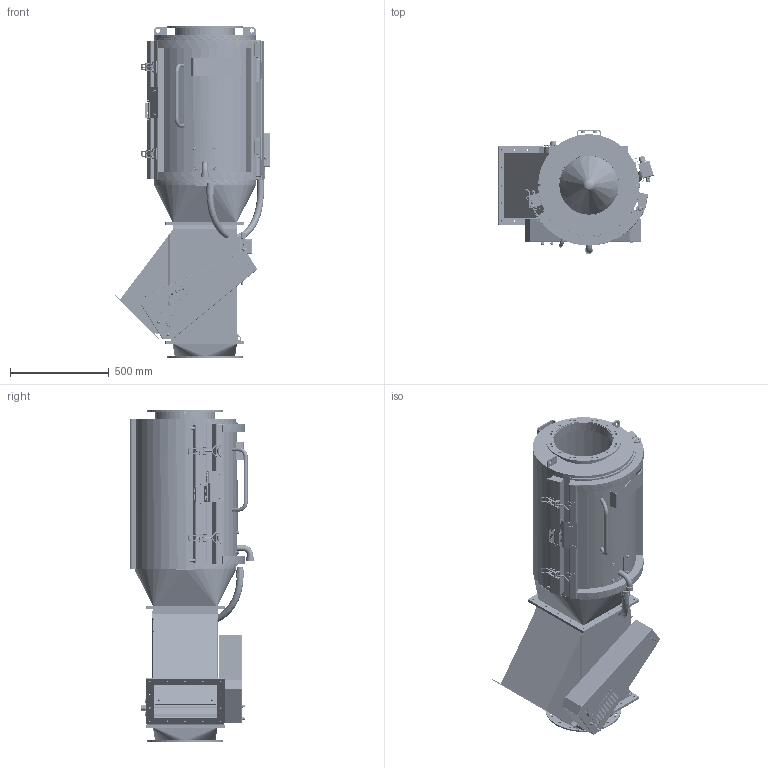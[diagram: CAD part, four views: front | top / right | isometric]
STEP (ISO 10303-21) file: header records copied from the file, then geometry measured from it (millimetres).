
FILE_DESCRIPTION(/* description */ (''),/* implementation_level */ '2;1');
FILE_NAME(/* name */ 'SPEA001064 A Customer.stp',/* time_stamp */ '2014-02-17T14:17:50+01:00',/* author */ ('bs'),/* organization */ (''),/* preprocessor_version */ 'ST-DEVELOPER v15.2',/* originating_system */ 'Autodesk Inventor 2014',/* authorisation */ '');
FILE_SCHEMA (('AUTOMOTIVE_DESIGN { 1 0 10303 214 3 1 1 }'));
Products named in the file (1): SPEA001064 - Customer
Bounding box: 787.91 x 631.56 x 1683.85 mm (x, y, z)
Volume: 24570661.9 mm3; surface area: 10528045.8 mm2
Topology: 46 solids, 48 shells, 8423 faces, 22078 edges, 14361 vertices
Faces by surface type: plane 4810, cylinder 1623, bspline 1403, cone 433, torus 130, sphere 24
Full cylindrical faces by diameter (mm): 2.459 x3, 3 x4, 3.242 x23, 3.5 x6, 4 x10, 4.134 x7, 4.6 x14, 4.917 x7, 5 x2, 5.5 x5, 5.8 x1, 5.9 x1, 6 x14, 6.4 x2, 6.5 x1, 6.647 x24, 7 x12, 7.16 x2, 7.4 x6, 7.48 x1, 8 x37, 8.1 x2, 8.331 x2, 8.376 x8, 8.566 x3, 8.667 x2, 8.75 x3, 9 x14, 9.188 x6, 10 x65
Entity records: 295250 total; most frequent: CARTESIAN_POINT 91584, ORIENTED_EDGE 42018, DIRECTION 36215, EDGE_CURVE 20742, VERTEX_POINT 13651, LINE 12931, VECTOR 12931, AXIS2_PLACEMENT_3D 11642
